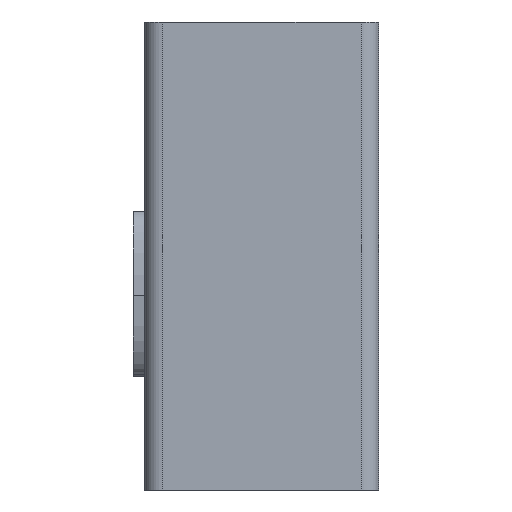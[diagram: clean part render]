
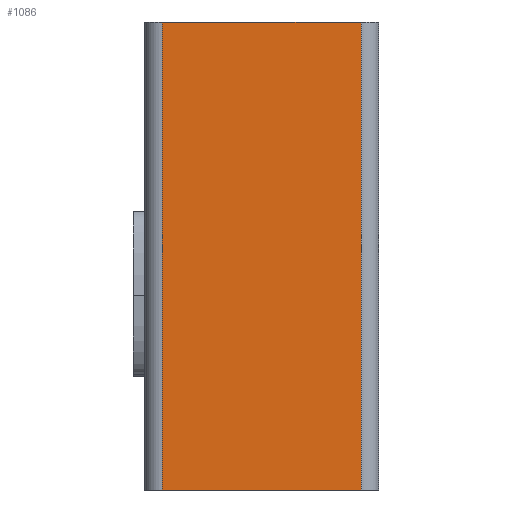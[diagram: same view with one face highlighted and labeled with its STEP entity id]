
A CAD part, left-side view. The second image highlights one B-rep face of the part: STEP entity #1086.
In plain terms, the highlighted planar face has unit normal (-1, 0, 0).
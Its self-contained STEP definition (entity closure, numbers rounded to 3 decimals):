
#422 = EDGE_CURVE ( 'NONE', #6921, #4248, #5510, .T. ) ;
#1071 = CARTESIAN_POINT ( 'NONE',  ( -0.8, 0., 0.4 ) ) ;
#1086 = ADVANCED_FACE ( 'NONE', ( #6201 ), #2355, .T. ) ;
#1670 = LINE ( 'NONE', #6591, #5262 ) ;
#1759 = EDGE_CURVE ( 'NONE', #5814, #6921, #4888, .T. ) ;
#2030 = CARTESIAN_POINT ( 'NONE',  ( -0.8, 0.37, -0.4 ) ) ;
#2107 = VERTEX_POINT ( 'NONE', #3998 ) ;
#2231 = EDGE_LOOP ( 'NONE', ( #3038, #4072, #6314, #5074 ) ) ;
#2355 = PLANE ( 'NONE',  #4393 ) ;
#2588 = VECTOR ( 'NONE', #7961, 1000. ) ;
#2911 = DIRECTION ( 'NONE',  ( 0., 0., 1. ) ) ;
#3038 = ORIENTED_EDGE ( 'NONE', *, *, #3385, .F. ) ;
#3051 = DIRECTION ( 'NONE',  ( -1., 0., 0. ) ) ;
#3385 = EDGE_CURVE ( 'NONE', #2107, #4248, #6127, .T. ) ;
#3840 = EDGE_CURVE ( 'NONE', #2107, #5814, #1670, .T. ) ;
#3998 = CARTESIAN_POINT ( 'NONE',  ( -0.8, 0.03, -0.4 ) ) ;
#4072 = ORIENTED_EDGE ( 'NONE', *, *, #3840, .T. ) ;
#4248 = VERTEX_POINT ( 'NONE', #2030 ) ;
#4250 = DIRECTION ( 'NONE',  ( 0., 0., -1. ) ) ;
#4393 = AXIS2_PLACEMENT_3D ( 'NONE', #1071, #3051, #4975 ) ;
#4792 = VECTOR ( 'NONE', #7368, 1000. ) ;
#4804 = CARTESIAN_POINT ( 'NONE',  ( -0.8, 0.37, 0.4 ) ) ;
#4888 = LINE ( 'NONE', #7449, #4792 ) ;
#4975 = DIRECTION ( 'NONE',  ( 0., -1., 0. ) ) ;
#5074 = ORIENTED_EDGE ( 'NONE', *, *, #422, .T. ) ;
#5262 = VECTOR ( 'NONE', #2911, 1000. ) ;
#5510 = LINE ( 'NONE', #4804, #6952 ) ;
#5814 = VERTEX_POINT ( 'NONE', #6908 ) ;
#6127 = LINE ( 'NONE', #6213, #2588 ) ;
#6201 = FACE_OUTER_BOUND ( 'NONE', #2231, .T. ) ;
#6213 = CARTESIAN_POINT ( 'NONE',  ( -0.8, 0., -0.4 ) ) ;
#6314 = ORIENTED_EDGE ( 'NONE', *, *, #1759, .T. ) ;
#6591 = CARTESIAN_POINT ( 'NONE',  ( -0.8, 0.03, 0.4 ) ) ;
#6908 = CARTESIAN_POINT ( 'NONE',  ( -0.8, 0.03, 0.4 ) ) ;
#6921 = VERTEX_POINT ( 'NONE', #7017 ) ;
#6952 = VECTOR ( 'NONE', #4250, 1000. ) ;
#7017 = CARTESIAN_POINT ( 'NONE',  ( -0.8, 0.37, 0.4 ) ) ;
#7368 = DIRECTION ( 'NONE',  ( 0., 1., 0. ) ) ;
#7449 = CARTESIAN_POINT ( 'NONE',  ( -0.8, 0., 0.4 ) ) ;
#7961 = DIRECTION ( 'NONE',  ( 0., 1., 0. ) ) ;
